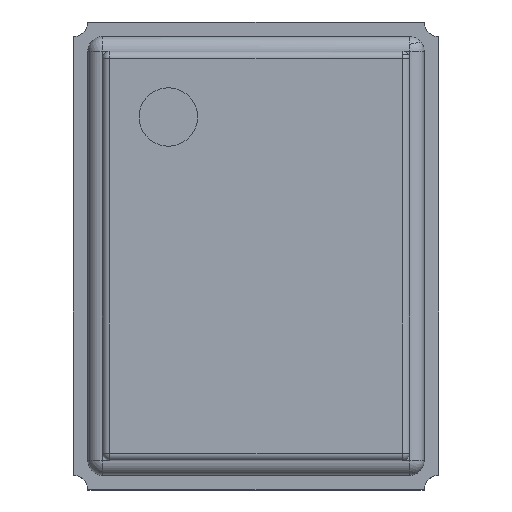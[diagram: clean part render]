
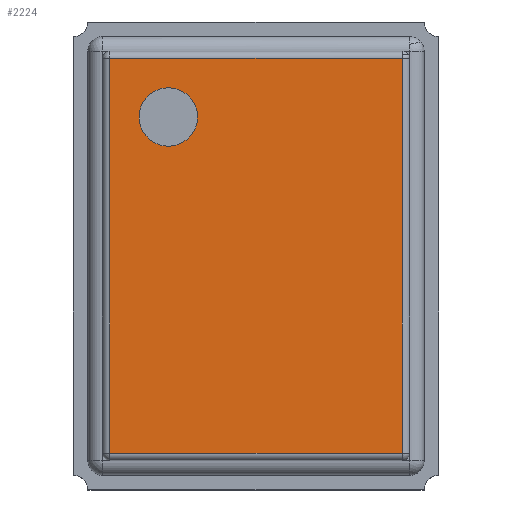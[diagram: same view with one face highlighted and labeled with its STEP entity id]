
A CAD part, top view. The second image highlights one B-rep face of the part: STEP entity #2224.
In plain terms, the highlighted planar face has unit normal (0, 0, 1).
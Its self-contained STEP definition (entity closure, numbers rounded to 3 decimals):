
#1804=CARTESIAN_POINT('',(-0.6,0.75,0.8));
#1805=VERTEX_POINT('',#1804);
#1814=CARTESIAN_POINT('',(-0.6,1.15,0.8));
#1815=VERTEX_POINT('',#1814);
#1816=CARTESIAN_POINT('',(-0.6,0.95,0.8));
#1817=DIRECTION('',(0.0,0.0,-1.0));
#1818=DIRECTION('',(0.0,-1.0,0.0));
#1819=AXIS2_PLACEMENT_3D('',#1816,#1817,#1818);
#1820=CIRCLE('',#1819,0.2);
#1821=EDGE_CURVE('',#1815,#1805,#1820,.T.);
#1855=CARTESIAN_POINT('',(-0.6,0.95,0.8));
#1856=DIRECTION('',(0.0,0.0,-1.0));
#1857=DIRECTION('',(0.0,-1.0,0.0));
#1858=AXIS2_PLACEMENT_3D('',#1855,#1856,#1857);
#1859=CIRCLE('',#1858,0.2);
#1860=EDGE_CURVE('',#1805,#1815,#1859,.T.);
#1882=CARTESIAN_POINT('',(1.0,1.35,0.8));
#1883=VERTEX_POINT('',#1882);
#1891=CARTESIAN_POINT('',(1.,-1.35,0.8));
#1892=VERTEX_POINT('',#1891);
#1893=CARTESIAN_POINT('',(1.0,1.35,0.8));
#1894=DIRECTION('',(0.0,-1.0,0.0));
#1895=VECTOR('',#1894,2.7);
#1896=LINE('',#1893,#1895);
#1897=EDGE_CURVE('',#1883,#1892,#1896,.T.);
#1931=CARTESIAN_POINT('',(-1.,-1.35,0.8));
#1932=VERTEX_POINT('',#1931);
#1933=CARTESIAN_POINT('',(1.,-1.35,0.8));
#1934=DIRECTION('',(-1.0,0.0,0.0));
#1935=VECTOR('',#1934,2.0);
#1936=LINE('',#1933,#1935);
#1937=EDGE_CURVE('',#1892,#1932,#1936,.T.);
#1971=CARTESIAN_POINT('',(-1.,1.35,0.8));
#1972=VERTEX_POINT('',#1971);
#1973=CARTESIAN_POINT('',(-1.,-1.35,0.8));
#1974=DIRECTION('',(0.0,1.0,0.0));
#1975=VECTOR('',#1974,2.7);
#1976=LINE('',#1973,#1975);
#1977=EDGE_CURVE('',#1932,#1972,#1976,.T.);
#2028=CARTESIAN_POINT('',(-1.,1.35,0.8));
#2029=DIRECTION('',(1.0,0.0,0.0));
#2030=VECTOR('',#2029,2.);
#2031=LINE('',#2028,#2030);
#2032=EDGE_CURVE('',#1972,#1883,#2031,.T.);
#2209=CARTESIAN_POINT('',(0.,0.,0.8));
#2210=DIRECTION('',(0.0,0.0,1.0));
#2211=DIRECTION('',(0.0,-1.0,0.0));
#2212=AXIS2_PLACEMENT_3D('',#2209,#2210,#2211);
#2213=PLANE('',#2212);
#2214=ORIENTED_EDGE('',*,*,#1897,.F.);
#2215=ORIENTED_EDGE('',*,*,#2032,.F.);
#2216=ORIENTED_EDGE('',*,*,#1977,.F.);
#2217=ORIENTED_EDGE('',*,*,#1937,.F.);
#2218=EDGE_LOOP('',(#2214,#2215,#2216,#2217));
#2219=FACE_OUTER_BOUND('',#2218,.T.);
#2220=ORIENTED_EDGE('',*,*,#1860,.T.);
#2221=ORIENTED_EDGE('',*,*,#1821,.T.);
#2222=EDGE_LOOP('',(#2220,#2221));
#2223=FACE_BOUND('',#2222,.T.);
#2224=ADVANCED_FACE('',(#2219,#2223),#2213,.T.);
